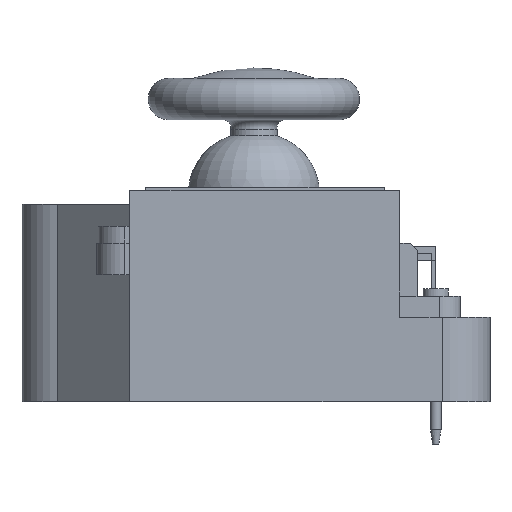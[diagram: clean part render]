
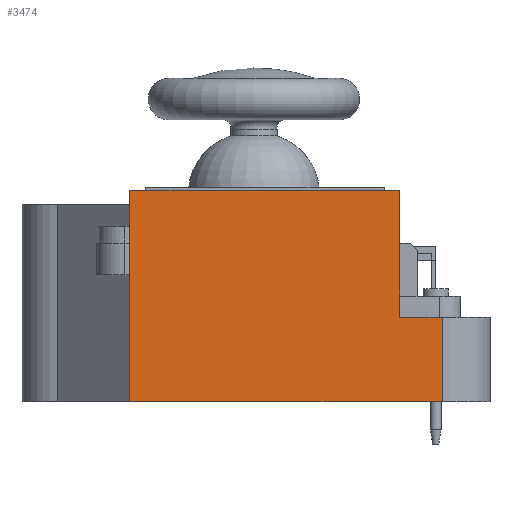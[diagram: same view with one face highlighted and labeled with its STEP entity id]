
A CAD part, front view. The second image highlights one B-rep face of the part: STEP entity #3474.
In plain terms, the highlighted planar face has unit normal (0, -1, 0).
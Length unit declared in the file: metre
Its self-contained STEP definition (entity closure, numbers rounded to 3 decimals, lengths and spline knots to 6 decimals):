
#90=LINE('',#5585,#473);
#139=LINE('',#5685,#522);
#151=LINE('',#5713,#534);
#160=LINE('',#5746,#543);
#161=LINE('',#5748,#544);
#162=LINE('',#5749,#545);
#473=VECTOR('',#4587,1.);
#522=VECTOR('',#4650,1.);
#534=VECTOR('',#4670,1.);
#543=VECTOR('',#4699,1.);
#544=VECTOR('',#4700,1.);
#545=VECTOR('',#4701,1.);
#899=PLANE('',#4276);
#1147=ORIENTED_EDGE('',*,*,#2062,.F.);
#1148=ORIENTED_EDGE('',*,*,#2080,.F.);
#1149=ORIENTED_EDGE('',*,*,#2081,.T.);
#1150=ORIENTED_EDGE('',*,*,#1999,.T.);
#1151=ORIENTED_EDGE('',*,*,#2082,.T.);
#1152=ORIENTED_EDGE('',*,*,#2048,.F.);
#1999=EDGE_CURVE('',#2474,#2473,#90,.T.);
#2048=EDGE_CURVE('',#2517,#2518,#139,.T.);
#2062=EDGE_CURVE('',#2529,#2517,#151,.T.);
#2080=EDGE_CURVE('',#2544,#2529,#160,.T.);
#2081=EDGE_CURVE('',#2544,#2474,#161,.T.);
#2082=EDGE_CURVE('',#2473,#2518,#162,.T.);
#2473=VERTEX_POINT('',#5584);
#2474=VERTEX_POINT('',#5586);
#2517=VERTEX_POINT('',#5684);
#2518=VERTEX_POINT('',#5686);
#2529=VERTEX_POINT('',#5712);
#2544=VERTEX_POINT('',#5747);
#2914=EDGE_LOOP('',(#1147,#1148,#1149,#1150,#1151,#1152));
#3180=FACE_BOUND('',#2914,.T.);
#3474=ADVANCED_FACE('',(#3180),#899,.F.);
#4276=AXIS2_PLACEMENT_3D('',#5745,#4697,#4698);
#4587=DIRECTION('',(0.,0.,1.));
#4650=DIRECTION('',(0.,0.,1.));
#4670=DIRECTION('',(-1.,0.,0.));
#4697=DIRECTION('',(0.,1.,0.));
#4698=DIRECTION('',(0.,0.,1.));
#4699=DIRECTION('',(0.,0.,-1.));
#4700=DIRECTION('',(-1.,0.,0.));
#4701=DIRECTION('',(-1.,0.,0.));
#5584=CARTESIAN_POINT('',(0.0195,-0.0034,0.005));
#5585=CARTESIAN_POINT('',(0.0195,-0.0034,-0.01));
#5586=CARTESIAN_POINT('',(0.0195,-0.0034,-0.004));
#5684=CARTESIAN_POINT('',(0.00035,-0.0034,-0.01));
#5685=CARTESIAN_POINT('',(0.00035,-0.0034,-0.01));
#5686=CARTESIAN_POINT('',(0.00035,-0.0034,0.005));
#5712=CARTESIAN_POINT('',(0.0225,-0.0034,-0.01));
#5713=CARTESIAN_POINT('',(0.009925,-0.0034,-0.01));
#5745=CARTESIAN_POINT('',(0.009925,-0.0034,-0.01));
#5746=CARTESIAN_POINT('',(0.0225,-0.0034,-0.004));
#5747=CARTESIAN_POINT('',(0.0225,-0.0034,-0.004));
#5748=CARTESIAN_POINT('',(0.021,-0.0034,-0.004));
#5749=CARTESIAN_POINT('',(0.009925,-0.0034,0.005));
